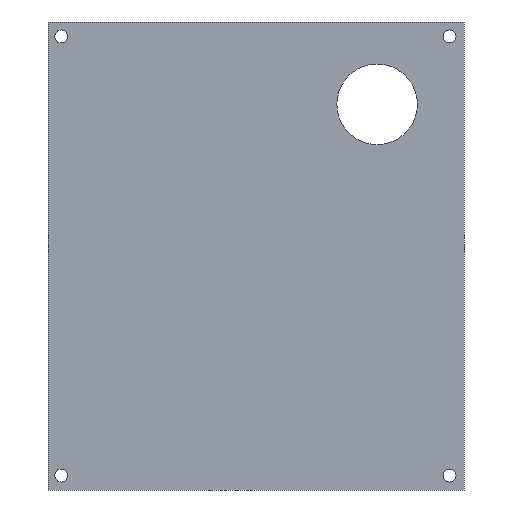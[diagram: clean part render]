
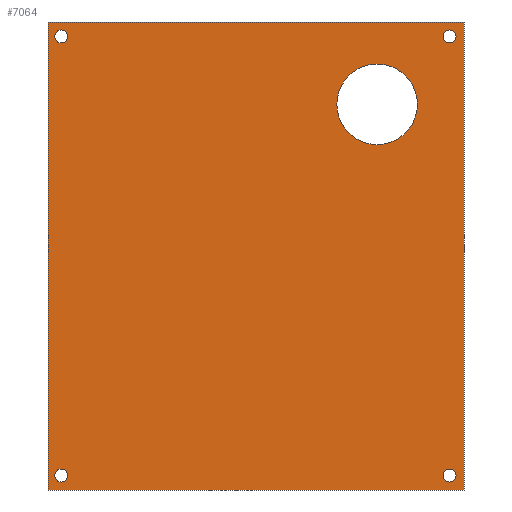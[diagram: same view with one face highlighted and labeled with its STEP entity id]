
A CAD part, front view. The second image highlights one B-rep face of the part: STEP entity #7064.
In plain terms, the highlighted planar face has unit normal (0, -1, 0).
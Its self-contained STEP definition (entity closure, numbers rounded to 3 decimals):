
#30=CIRCLE('',#7113,1.25);
#32=CIRCLE('',#7116,1.25);
#34=CIRCLE('',#7119,1.25);
#36=CIRCLE('',#7122,1.25);
#37=CIRCLE('',#7124,7.75);
#65=FACE_BOUND('',#895,.T.);
#66=FACE_BOUND('',#896,.T.);
#67=FACE_BOUND('',#897,.T.);
#68=FACE_BOUND('',#898,.T.);
#69=FACE_BOUND('',#899,.T.);
#107=PLANE('',#7143);
#489=FACE_OUTER_BOUND('',#894,.T.);
#894=EDGE_LOOP('',(#6339,#6340,#6341,#6342));
#895=EDGE_LOOP('',(#6343));
#896=EDGE_LOOP('',(#6344));
#897=EDGE_LOOP('',(#6345));
#898=EDGE_LOOP('',(#6346));
#899=EDGE_LOOP('',(#6347));
#1285=LINE('',#14197,#1683);
#1289=LINE('',#14205,#1687);
#1292=LINE('',#14211,#1690);
#1295=LINE('',#14216,#1693);
#1683=VECTOR('',#7649,10.);
#1687=VECTOR('',#7655,10.);
#1690=VECTOR('',#7660,10.);
#1693=VECTOR('',#7665,10.);
#3066=VERTEX_POINT('',#14138);
#3068=VERTEX_POINT('',#14144);
#3070=VERTEX_POINT('',#14150);
#3072=VERTEX_POINT('',#14156);
#3073=VERTEX_POINT('',#14160);
#3082=VERTEX_POINT('',#14195);
#3083=VERTEX_POINT('',#14196);
#3086=VERTEX_POINT('',#14204);
#3088=VERTEX_POINT('',#14210);
#4136=EDGE_CURVE('',#3066,#3066,#30,.T.);
#4139=EDGE_CURVE('',#3068,#3068,#32,.T.);
#4142=EDGE_CURVE('',#3070,#3070,#34,.T.);
#4145=EDGE_CURVE('',#3072,#3072,#36,.T.);
#4147=EDGE_CURVE('',#3073,#3073,#37,.T.);
#4163=EDGE_CURVE('',#3082,#3083,#1285,.T.);
#4167=EDGE_CURVE('',#3083,#3086,#1289,.T.);
#4170=EDGE_CURVE('',#3086,#3088,#1292,.T.);
#4173=EDGE_CURVE('',#3088,#3082,#1295,.T.);
#6339=ORIENTED_EDGE('',*,*,#4173,.T.);
#6340=ORIENTED_EDGE('',*,*,#4163,.T.);
#6341=ORIENTED_EDGE('',*,*,#4167,.T.);
#6342=ORIENTED_EDGE('',*,*,#4170,.T.);
#6343=ORIENTED_EDGE('',*,*,#4136,.T.);
#6344=ORIENTED_EDGE('',*,*,#4139,.T.);
#6345=ORIENTED_EDGE('',*,*,#4142,.T.);
#6346=ORIENTED_EDGE('',*,*,#4145,.T.);
#6347=ORIENTED_EDGE('',*,*,#4147,.T.);
#7064=ADVANCED_FACE('',(#489,#65,#66,#67,#68,#69),#107,.F.);
#7113=AXIS2_PLACEMENT_3D('',#14140,#7584,#7585);
#7116=AXIS2_PLACEMENT_3D('',#14146,#7591,#7592);
#7119=AXIS2_PLACEMENT_3D('',#14152,#7598,#7599);
#7122=AXIS2_PLACEMENT_3D('',#14158,#7605,#7606);
#7124=AXIS2_PLACEMENT_3D('',#14162,#7610,#7611);
#7143=AXIS2_PLACEMENT_3D('',#14221,#7672,#7673);
#7584=DIRECTION('center_axis',(0.,1.,0.));
#7585=DIRECTION('ref_axis',(-1.,0.,0.));
#7591=DIRECTION('center_axis',(0.,1.,0.));
#7592=DIRECTION('ref_axis',(-1.,0.,0.));
#7598=DIRECTION('center_axis',(0.,1.,0.));
#7599=DIRECTION('ref_axis',(-1.,0.,0.));
#7605=DIRECTION('center_axis',(0.,1.,0.));
#7606=DIRECTION('ref_axis',(-1.,0.,0.));
#7610=DIRECTION('center_axis',(0.,1.,0.));
#7611=DIRECTION('ref_axis',(-1.,0.,0.));
#7649=DIRECTION('',(0.,0.,-1.));
#7655=DIRECTION('',(1.,0.,0.));
#7660=DIRECTION('',(0.,0.,1.));
#7665=DIRECTION('',(-1.,0.,0.));
#7672=DIRECTION('center_axis',(0.,1.,0.));
#7673=DIRECTION('ref_axis',(1.,0.,0.));
#14138=CARTESIAN_POINT('',(27.121,0.,-33.969));
#14140=CARTESIAN_POINT('Origin',(25.871,0.,-33.969));
#14144=CARTESIAN_POINT('',(27.121,0.,50.481));
#14146=CARTESIAN_POINT('Origin',(25.871,0.,50.481));
#14150=CARTESIAN_POINT('',(-47.566,0.,-33.969));
#14152=CARTESIAN_POINT('Origin',(-48.816,0.,-33.969));
#14156=CARTESIAN_POINT('',(-47.566,0.,50.481));
#14158=CARTESIAN_POINT('Origin',(-48.816,0.,50.481));
#14160=CARTESIAN_POINT('',(19.687,0.,37.429));
#14162=CARTESIAN_POINT('Origin',(11.937,0.,37.429));
#14195=CARTESIAN_POINT('',(-51.354,0.,53.256));
#14196=CARTESIAN_POINT('',(-51.354,0.,-36.744));
#14197=CARTESIAN_POINT('',(-51.354,0.,53.256));
#14204=CARTESIAN_POINT('',(28.646,0.,-36.744));
#14205=CARTESIAN_POINT('',(-51.354,0.,-36.744));
#14210=CARTESIAN_POINT('',(28.646,0.,53.256));
#14211=CARTESIAN_POINT('',(28.646,0.,-36.744));
#14216=CARTESIAN_POINT('',(28.646,0.,53.256));
#14221=CARTESIAN_POINT('Origin',(-11.354,0.,8.256));
